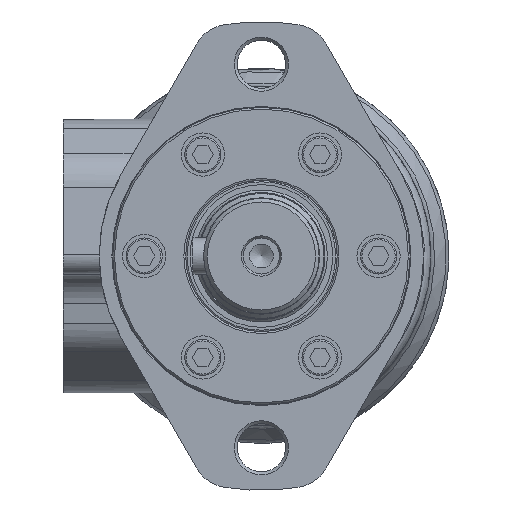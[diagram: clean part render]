
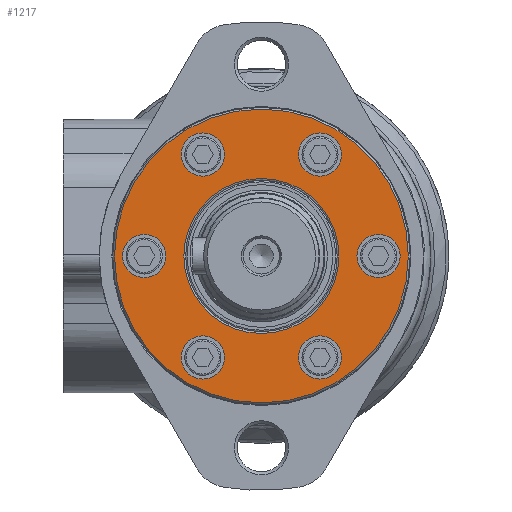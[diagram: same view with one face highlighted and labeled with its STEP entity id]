
A CAD part, left-side view. The second image highlights one B-rep face of the part: STEP entity #1217.
In plain terms, the highlighted planar face has unit normal (-1, 0, 0).
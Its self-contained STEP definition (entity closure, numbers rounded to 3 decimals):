
#1217 = ADVANCED_FACE( '', ( #2533, #2534, #2535, #2536, #2537, #2538, #2539, #2540 ), #2541, .F. );
#2533 = FACE_OUTER_BOUND( '', #3881, .T. );
#2534 = FACE_BOUND( '', #3882, .T. );
#2535 = FACE_BOUND( '', #3883, .T. );
#2536 = FACE_BOUND( '', #3884, .T. );
#2537 = FACE_BOUND( '', #3885, .T. );
#2538 = FACE_BOUND( '', #3886, .T. );
#2539 = FACE_BOUND( '', #3887, .T. );
#2540 = FACE_BOUND( '', #3888, .T. );
#2541 = PLANE( '', #3889 );
#3881 = EDGE_LOOP( '', ( #6764 ) );
#3882 = EDGE_LOOP( '', ( #6765 ) );
#3883 = EDGE_LOOP( '', ( #6766 ) );
#3884 = EDGE_LOOP( '', ( #6767 ) );
#3885 = EDGE_LOOP( '', ( #6768 ) );
#3886 = EDGE_LOOP( '', ( #6769 ) );
#3887 = EDGE_LOOP( '', ( #6770 ) );
#3888 = EDGE_LOOP( '', ( #6771 ) );
#3889 = AXIS2_PLACEMENT_3D( '', #6772, #6773, #6774 );
#6764 = ORIENTED_EDGE( '', *, *, #8140, .F. );
#6765 = ORIENTED_EDGE( '', *, *, #8293, .F. );
#6766 = ORIENTED_EDGE( '', *, *, #8249, .T. );
#6767 = ORIENTED_EDGE( '', *, *, #8257, .T. );
#6768 = ORIENTED_EDGE( '', *, *, #7815, .T. );
#6769 = ORIENTED_EDGE( '', *, *, #8277, .T. );
#6770 = ORIENTED_EDGE( '', *, *, #8122, .T. );
#6771 = ORIENTED_EDGE( '', *, *, #7785, .T. );
#6772 = CARTESIAN_POINT( '', ( 0., 0., 0. ) );
#6773 = DIRECTION( '', ( 1., 0., 0. ) );
#6774 = DIRECTION( '', ( 0., 0., -1. ) );
#7785 = EDGE_CURVE( '', #9330, #9330, #9331, .T. );
#7815 = EDGE_CURVE( '', #9373, #9373, #9374, .T. );
#8122 = EDGE_CURVE( '', #9783, #9783, #9784, .T. );
#8140 = EDGE_CURVE( '', #9804, #9804, #9805, .T. );
#8249 = EDGE_CURVE( '', #9934, #9934, #9935, .T. );
#8257 = EDGE_CURVE( '', #9944, #9944, #9945, .T. );
#8277 = EDGE_CURVE( '', #9965, #9965, #9966, .T. );
#8293 = EDGE_CURVE( '', #9982, #9982, #9983, .F. );
#9330 = VERTEX_POINT( '', #12246 );
#9331 = CIRCLE( '', #12247, 21.5 );
#9373 = VERTEX_POINT( '', #12291 );
#9374 = CIRCLE( '', #12292, 6. );
#9783 = VERTEX_POINT( '', #12980 );
#9784 = CIRCLE( '', #12981, 6. );
#9804 = VERTEX_POINT( '', #13037 );
#9805 = CIRCLE( '', #13038, 40.75 );
#9934 = VERTEX_POINT( '', #13280 );
#9935 = CIRCLE( '', #13281, 6. );
#9944 = VERTEX_POINT( '', #13295 );
#9945 = CIRCLE( '', #13296, 6. );
#9965 = VERTEX_POINT( '', #13358 );
#9966 = CIRCLE( '', #13359, 6. );
#9982 = VERTEX_POINT( '', #13383 );
#9983 = CIRCLE( '', #13384, 6. );
#12246 = CARTESIAN_POINT( '', ( 0., 0., -21.5 ) );
#12247 = AXIS2_PLACEMENT_3D( '', #14156, #14157, #14158 );
#12291 = CARTESIAN_POINT( '', ( 0., -32.5, -6. ) );
#12292 = AXIS2_PLACEMENT_3D( '', #14203, #14204, #14205 );
#12980 = CARTESIAN_POINT( '', ( 0., 16.25, 22.146 ) );
#12981 = AXIS2_PLACEMENT_3D( '', #14524, #14525, #14526 );
#13037 = CARTESIAN_POINT( '', ( 0., 0., -40.75 ) );
#13038 = AXIS2_PLACEMENT_3D( '', #14538, #14539, #14540 );
#13280 = CARTESIAN_POINT( '', ( 0., 16.25, -34.146 ) );
#13281 = AXIS2_PLACEMENT_3D( '', #14620, #14621, #14622 );
#13295 = CARTESIAN_POINT( '', ( 0., -16.25, -34.146 ) );
#13296 = AXIS2_PLACEMENT_3D( '', #14629, #14630, #14631 );
#13358 = CARTESIAN_POINT( '', ( 0., -16.25, 22.146 ) );
#13359 = AXIS2_PLACEMENT_3D( '', #14645, #14646, #14647 );
#13383 = CARTESIAN_POINT( '', ( 0., 32.5, -6. ) );
#13384 = AXIS2_PLACEMENT_3D( '', #14657, #14658, #14659 );
#14156 = CARTESIAN_POINT( '', ( 0., 0., 0. ) );
#14157 = DIRECTION( '', ( 1., 0., 0. ) );
#14158 = DIRECTION( '', ( 0., 0., -1. ) );
#14203 = CARTESIAN_POINT( '', ( 0., -32.5, 0. ) );
#14204 = DIRECTION( '', ( 1., 0., 0. ) );
#14205 = DIRECTION( '', ( 0., 0., -1. ) );
#14524 = CARTESIAN_POINT( '', ( 0., 16.25, 28.146 ) );
#14525 = DIRECTION( '', ( 1., 0., 0. ) );
#14526 = DIRECTION( '', ( 0., 0., -1. ) );
#14538 = CARTESIAN_POINT( '', ( 0., 0., 0. ) );
#14539 = DIRECTION( '', ( 1., 0., 0. ) );
#14540 = DIRECTION( '', ( 0., 0., -1. ) );
#14620 = CARTESIAN_POINT( '', ( 0., 16.25, -28.146 ) );
#14621 = DIRECTION( '', ( 1., 0., 0. ) );
#14622 = DIRECTION( '', ( 0., 0., -1. ) );
#14629 = CARTESIAN_POINT( '', ( 0., -16.25, -28.146 ) );
#14630 = DIRECTION( '', ( 1., 0., 0. ) );
#14631 = DIRECTION( '', ( 0., 0., -1. ) );
#14645 = CARTESIAN_POINT( '', ( 0., -16.25, 28.146 ) );
#14646 = DIRECTION( '', ( 1., 0., 0. ) );
#14647 = DIRECTION( '', ( 0., 0., -1. ) );
#14657 = CARTESIAN_POINT( '', ( 0., 32.5, 0. ) );
#14658 = DIRECTION( '', ( 1., 0., 0. ) );
#14659 = DIRECTION( '', ( 0., 0., -1. ) );
